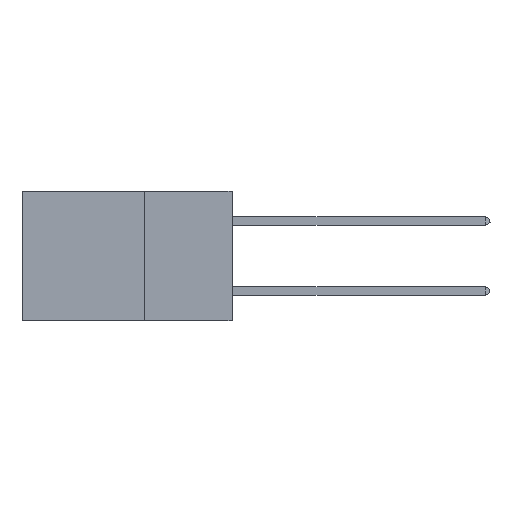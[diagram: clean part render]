
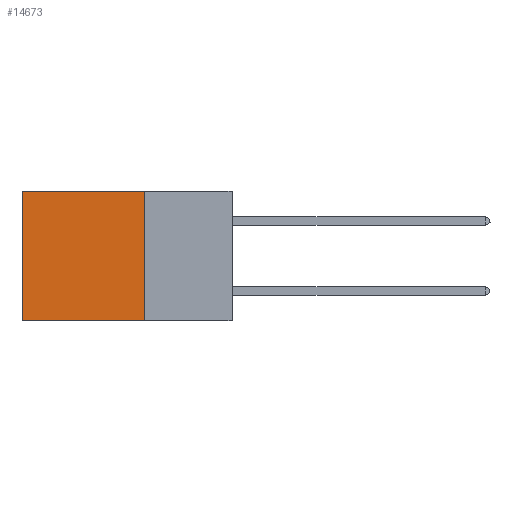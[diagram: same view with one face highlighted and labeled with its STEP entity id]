
A CAD part, left-side view. The second image highlights one B-rep face of the part: STEP entity #14673.
In plain terms, the highlighted planar face has unit normal (-1, 0, 0).
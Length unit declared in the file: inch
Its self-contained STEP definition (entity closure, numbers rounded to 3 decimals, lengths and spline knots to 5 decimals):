
#67 = FACE_OUTER_BOUND ( 'NONE', #219, .T. ) ;
#81 = CARTESIAN_POINT ( 'NONE',  ( 0.2875, 0.25, 0. ) ) ;
#219 = EDGE_LOOP ( 'NONE', ( #14107, #11101, #13241, #10490 ) ) ;
#273 = CARTESIAN_POINT ( 'NONE',  ( 0.2875, 0.25, 0. ) ) ;
#560 = AXIS2_PLACEMENT_3D ( 'NONE', #16274, #4980, #1579 ) ;
#1061 = LINE ( 'NONE', #18761, #19833 ) ;
#1242 = VERTEX_POINT ( 'NONE', #81 ) ;
#1579 = DIRECTION ( 'NONE',  ( 0., 0., -1. ) ) ;
#3788 = VERTEX_POINT ( 'NONE', #4870 ) ;
#4552 = EDGE_CURVE ( 'NONE', #3788, #10680, #1061, .T. ) ;
#4870 = CARTESIAN_POINT ( 'NONE',  ( 0.2875, 0.25, -0.37 ) ) ;
#4880 = LINE ( 'NONE', #273, #16978 ) ;
#4980 = DIRECTION ( 'NONE',  ( 1., 0., 0. ) ) ;
#5286 = DIRECTION ( 'NONE',  ( 0., 0., -1. ) ) ;
#6258 = PLANE ( 'NONE',  #560 ) ;
#6405 = LINE ( 'NONE', #17818, #9862 ) ;
#9862 = VECTOR ( 'NONE', #17612, 39.37008 ) ;
#10490 = ORIENTED_EDGE ( 'NONE', *, *, #18901, .T. ) ;
#10680 = VERTEX_POINT ( 'NONE', #17733 ) ;
#11101 = ORIENTED_EDGE ( 'NONE', *, *, #4552, .F. ) ;
#11494 = CARTESIAN_POINT ( 'NONE',  ( 0.2875, 0.6, 0. ) ) ;
#13005 = DIRECTION ( 'NONE',  ( 0., 0., -1. ) ) ;
#13241 = ORIENTED_EDGE ( 'NONE', *, *, #18606, .F. ) ;
#14096 = DIRECTION ( 'NONE',  ( 0., 1., 0. ) ) ;
#14107 = ORIENTED_EDGE ( 'NONE', *, *, #15465, .T. ) ;
#14673 = ADVANCED_FACE ( 'NONE', ( #67 ), #6258, .F. ) ;
#14883 = VECTOR ( 'NONE', #5286, 39.37008 ) ;
#15465 = EDGE_CURVE ( 'NONE', #15821, #10680, #20844, .T. ) ;
#15821 = VERTEX_POINT ( 'NONE', #20628 ) ;
#16274 = CARTESIAN_POINT ( 'NONE',  ( 0.2875, 0.25, 0. ) ) ;
#16978 = VECTOR ( 'NONE', #13005, 39.37008 ) ;
#17612 = DIRECTION ( 'NONE',  ( 0., 1., 0. ) ) ;
#17733 = CARTESIAN_POINT ( 'NONE',  ( 0.2875, 0.6, -0.37 ) ) ;
#17818 = CARTESIAN_POINT ( 'NONE',  ( 0.2875, 0.25, 0. ) ) ;
#18606 = EDGE_CURVE ( 'NONE', #1242, #3788, #4880, .T. ) ;
#18761 = CARTESIAN_POINT ( 'NONE',  ( 0.2875, 0.25, -0.37 ) ) ;
#18901 = EDGE_CURVE ( 'NONE', #1242, #15821, #6405, .T. ) ;
#19833 = VECTOR ( 'NONE', #14096, 39.37008 ) ;
#20628 = CARTESIAN_POINT ( 'NONE',  ( 0.2875, 0.6, 0. ) ) ;
#20844 = LINE ( 'NONE', #11494, #14883 ) ;
